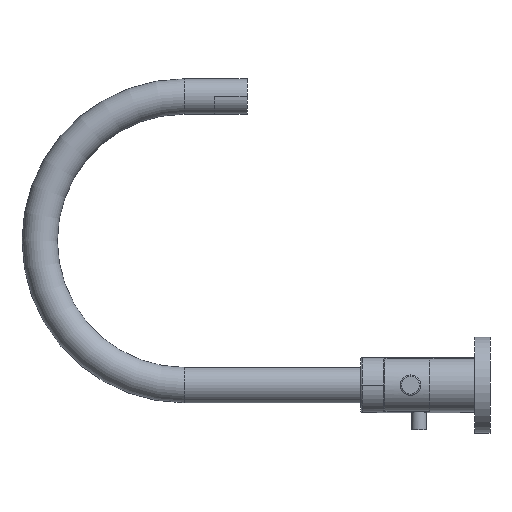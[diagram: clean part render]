
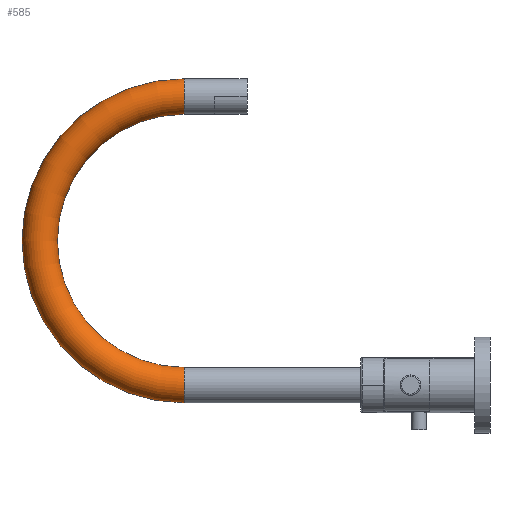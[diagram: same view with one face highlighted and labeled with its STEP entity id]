
A CAD part, left-side view. The second image highlights one B-rep face of the part: STEP entity #585.
In plain terms, the highlighted toroidal (fillet/blend) face has major radius 90.5 mm and minor radius 11.113 mm.
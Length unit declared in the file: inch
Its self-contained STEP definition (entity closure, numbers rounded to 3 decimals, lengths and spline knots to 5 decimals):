
#210=CARTESIAN_POINT('',(0.,7.554,3.563));
#211=DIRECTION('',(1.,0.,0.));
#212=DIRECTION('',(0.,0.,-1.));
#213=AXIS2_PLACEMENT_3D('',#210,#211,#212);
#251=CARTESIAN_POINT('',(0.,7.554,7.126));
#252=DIRECTION('',(0.,-1.,0.));
#253=DIRECTION('',(0.,0.,1.));
#254=AXIS2_PLACEMENT_3D('',#251,#252,#253);
#256=CARTESIAN_POINT('',(0.,7.554,0.));
#257=DIRECTION('',(0.,-1.,0.));
#258=DIRECTION('',(0.,0.,1.));
#259=AXIS2_PLACEMENT_3D('',#256,#257,#258);
#261=CARTESIAN_POINT('',(0.,7.554,3.563));
#262=DIRECTION('',(1.,0.,0.));
#263=DIRECTION('',(0.,0.,-1.));
#264=AXIS2_PLACEMENT_3D('',#261,#262,#263);
#290=CARTESIAN_POINT('',(0.,7.554,7.5635));
#291=CARTESIAN_POINT('',(0.,7.554,6.6885));
#292=VERTEX_POINT('',#290);
#293=VERTEX_POINT('',#291);
#294=CARTESIAN_POINT('',(0.,7.554,-0.4375));
#295=VERTEX_POINT('',#294);
#296=CARTESIAN_POINT('',(0.,7.554,0.4375));
#297=VERTEX_POINT('',#296);
#574=CARTESIAN_POINT('',(0.,7.554,3.563));
#575=DIRECTION('',(-1.,0.,0.));
#576=DIRECTION('',(0.,0.,-1.));
#577=AXIS2_PLACEMENT_3D('',#574,#575,#576);
#578=TOROIDAL_SURFACE('',#577,3.563,0.4375);
#579=ORIENTED_EDGE('',*,*,#559,.T.);
#580=ORIENTED_EDGE('',*,*,#518,.F.);
#581=ORIENTED_EDGE('',*,*,#488,.T.);
#582=ORIENTED_EDGE('',*,*,#515,.T.);
#583=EDGE_LOOP('',(#579,#580,#581,#582));
#584=FACE_OUTER_BOUND('',#583,.F.);
#585=ADVANCED_FACE('',(#584),#578,.T.);
#214=CIRCLE('',#213,3.1255);
#255=CIRCLE('',#254,0.4375);
#260=CIRCLE('',#259,0.4375);
#265=CIRCLE('',#264,4.0005);
#488=EDGE_CURVE('',#297,#295,#260,.T.);
#515=EDGE_CURVE('',#295,#292,#265,.T.);
#518=EDGE_CURVE('',#297,#293,#214,.T.);
#559=EDGE_CURVE('',#292,#293,#255,.T.);
